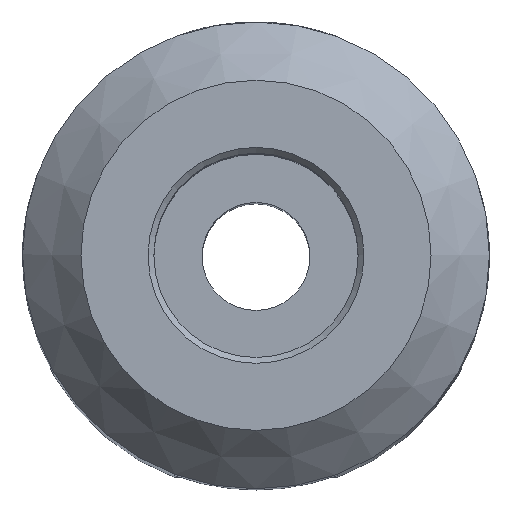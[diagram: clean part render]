
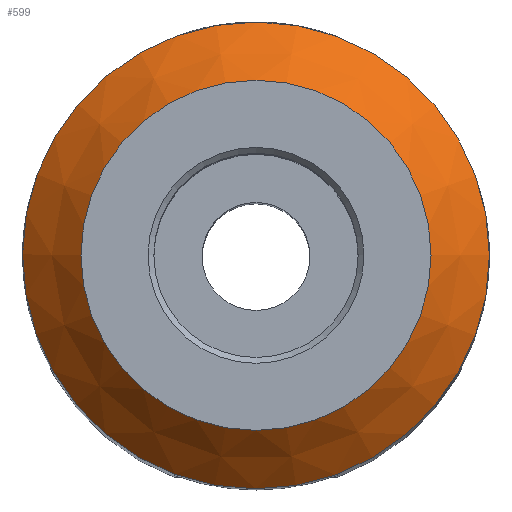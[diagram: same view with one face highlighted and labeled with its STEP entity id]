
A CAD part, top view. The second image highlights one B-rep face of the part: STEP entity #599.
In plain terms, the highlighted conical face has half-angle 45 degrees and reference radius 6 mm.
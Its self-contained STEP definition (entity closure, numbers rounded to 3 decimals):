
#25 = CARTESIAN_POINT ( 'NONE',  ( 8., 0., 63. ) ) ;
#82 = EDGE_CURVE ( 'NONE', #180, #180, #291, .T. ) ;
#133 = CONICAL_SURFACE ( 'NONE', #182, 6., 0.785 ) ;
#158 = DIRECTION ( 'NONE',  ( 1., 0., 0. ) ) ;
#180 = VERTEX_POINT ( 'NONE', #25 ) ;
#182 = AXIS2_PLACEMENT_3D ( 'NONE', #334, #428, #870 ) ;
#254 = CARTESIAN_POINT ( 'NONE',  ( 6., 0., 65. ) ) ;
#291 = CIRCLE ( 'NONE', #430, 8. ) ;
#328 = DIRECTION ( 'NONE',  ( 0., 0., -1. ) ) ;
#334 = CARTESIAN_POINT ( 'NONE',  ( 0., 0., 65. ) ) ;
#428 = DIRECTION ( 'NONE',  ( 0., 0., -1. ) ) ;
#430 = AXIS2_PLACEMENT_3D ( 'NONE', #949, #328, #158 ) ;
#432 = FACE_OUTER_BOUND ( 'NONE', #759, .T. ) ;
#597 = VERTEX_POINT ( 'NONE', #254 ) ;
#599 = ADVANCED_FACE ( 'NONE', ( #432, #764 ), #133, .T. ) ;
#624 = ORIENTED_EDGE ( 'NONE', *, *, #82, .F. ) ;
#657 = CIRCLE ( 'NONE', #715, 6. ) ;
#666 = DIRECTION ( 'NONE',  ( 1., 0., 0. ) ) ;
#714 = ORIENTED_EDGE ( 'NONE', *, *, #1028, .F. ) ;
#715 = AXIS2_PLACEMENT_3D ( 'NONE', #938, #1027, #666 ) ;
#759 = EDGE_LOOP ( 'NONE', ( #624 ) ) ;
#764 = FACE_BOUND ( 'NONE', #969, .T. ) ;
#870 = DIRECTION ( 'NONE',  ( -1., 0., 0. ) ) ;
#938 = CARTESIAN_POINT ( 'NONE',  ( 0., 0., 65. ) ) ;
#949 = CARTESIAN_POINT ( 'NONE',  ( 0., 0., 63. ) ) ;
#969 = EDGE_LOOP ( 'NONE', ( #714 ) ) ;
#1027 = DIRECTION ( 'NONE',  ( 0., 0., 1. ) ) ;
#1028 = EDGE_CURVE ( 'NONE', #597, #597, #657, .T. ) ;
